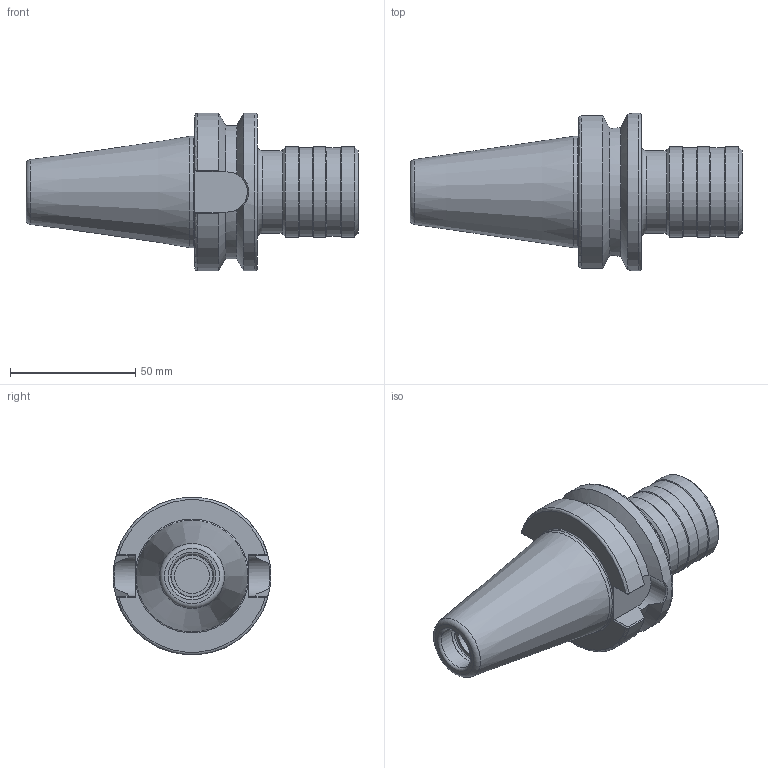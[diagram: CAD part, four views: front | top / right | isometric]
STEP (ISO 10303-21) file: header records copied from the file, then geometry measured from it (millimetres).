
FILE_DESCRIPTION(/* description */ (''),/* implementation_level */ '2;1');
FILE_NAME(/* name */ 'BT40-TC1-067.stp',/* time_stamp */ '2019-08-02T14:58:22-05:00',/* author */ ('ldfli'),/* organization */ (''),/* preprocessor_version */ 'ST-DEVELOPER v18',/* originating_system */ 'Autodesk Inventor LT',/* authorisation */ '');
FILE_SCHEMA (('AUTOMOTIVE_DESIGN { 1 0 10303 214 3 1 1 }'));
Length unit declared in the file: millimetre
Products named in the file (1): BT40-TC1-067
Bounding box: 132.54 x 63 x 63 mm (x, y, z)
Volume: 156919.3 mm3; surface area: 28782.7 mm2
Topology: 1 solids, 1 shells, 111 faces, 339 edges, 231 vertices
Faces by surface type: plane 35, cylinder 32, cone 23, torus 11, bspline 10
Full cylindrical faces by diameter (mm): 13.835 x1, 14 x1, 17 x1, 17.5 x1, 19 x1, 19.4 x1, 24.1 x1, 24.5 x1, 26.87 x1, 30.5 x1, 33 x2, 35.4 x2, 36 x3, 63 x1
Entity records: 4418 total; most frequent: CARTESIAN_POINT 1332, ORIENTED_EDGE 676, DIRECTION 637, EDGE_CURVE 338, AXIS2_PLACEMENT_3D 260, VERTEX_POINT 231, CIRCLE 158, EDGE_LOOP 121
